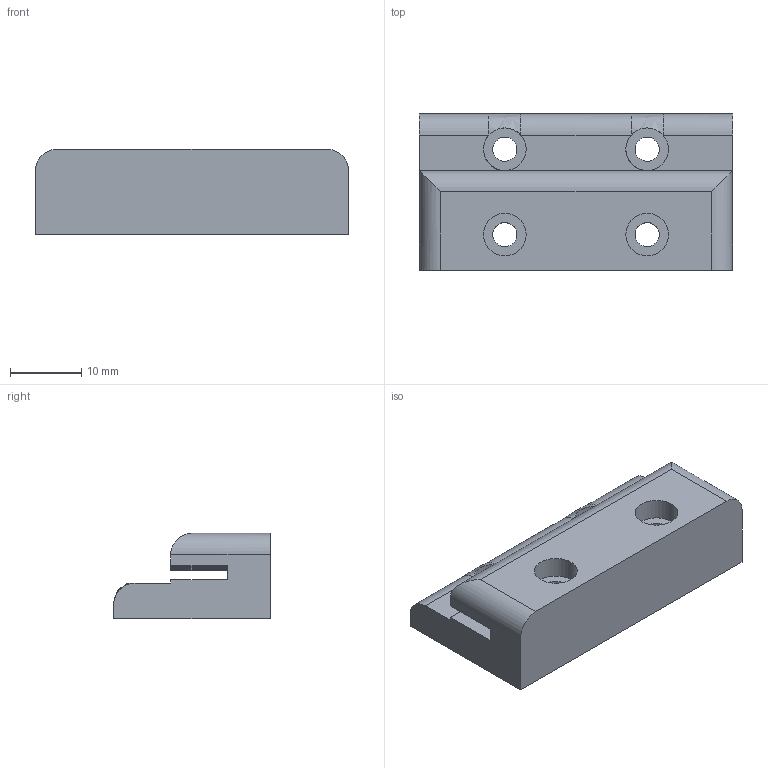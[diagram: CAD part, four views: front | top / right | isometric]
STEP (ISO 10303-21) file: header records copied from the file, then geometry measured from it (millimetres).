
FILE_DESCRIPTION(('FreeCAD Model'),'2;1');
FILE_NAME('Y_BeltBlock.step', '2019-06-23T17:44:16',('Author'),(''), 'Open CASCADE STEP processor 7.2','FreeCAD','Unknown');
FILE_SCHEMA(('AUTOMOTIVE_DESIGN { 1 0 10303 214 1 1 1 1 }'));
Length unit declared in the file: millimetre
Products named in the file (1): Y_BeltBlock
Bounding box: 44 x 22 x 12 mm (x, y, z)
Volume: 7867.9 mm3; surface area: 4423.7 mm2
Topology: 1 solids, 1 shells, 630 faces, 1882 edges, 1254 vertices
Faces by surface type: plane 614, cylinder 14, bspline 2
Full cylindrical faces by diameter (mm): 3.4 x4, 6 x4
Entity records: 44949 total; most frequent: CARTESIAN_POINT 9595, DIRECTION 5796, LINE 4218, VECTOR 4218, ORIENTED_EDGE 3764, PCURVE 3764, DEFINITIONAL_REPRESENTATION 3764, EDGE_CURVE 1882
